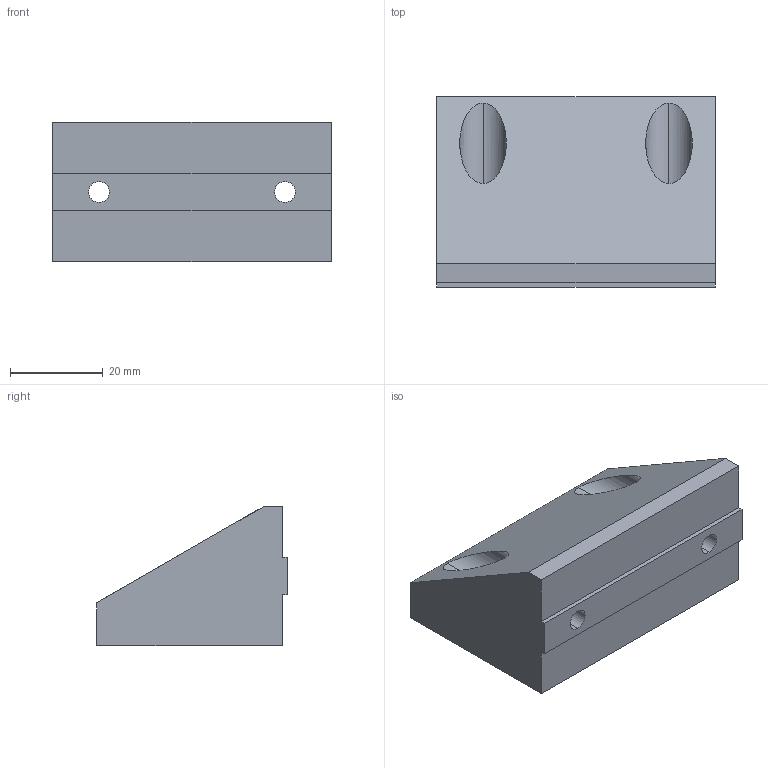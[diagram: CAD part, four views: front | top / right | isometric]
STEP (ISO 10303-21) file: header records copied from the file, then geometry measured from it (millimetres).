
FILE_DESCRIPTION (( 'STEP AP214' ), '1' );
FILE_NAME ('OA-Y10-P22-00.STEP', '2018-10-14T12:46:56', ( '' ), ( '' ), 'SwSTEP 2.0', 'SolidWorks 2014', '' );
FILE_SCHEMA (( 'AUTOMOTIVE_DESIGN' ));
Length unit declared in the file: millimetre
Products named in the file (1): OA-Y10-P22-00
Bounding box: 60 x 41 x 30 mm (x, y, z)
Volume: 46919.8 mm3; surface area: 10516.9 mm2
Topology: 1 solids, 1 shells, 21 faces, 51 edges, 34 vertices
Faces by surface type: plane 13, cylinder 8
Entity records: 659 total; most frequent: CARTESIAN_POINT 119, DIRECTION 103, ORIENTED_EDGE 102, EDGE_CURVE 51, VECTOR 35, LINE 35, AXIS2_PLACEMENT_3D 34, VERTEX_POINT 34
